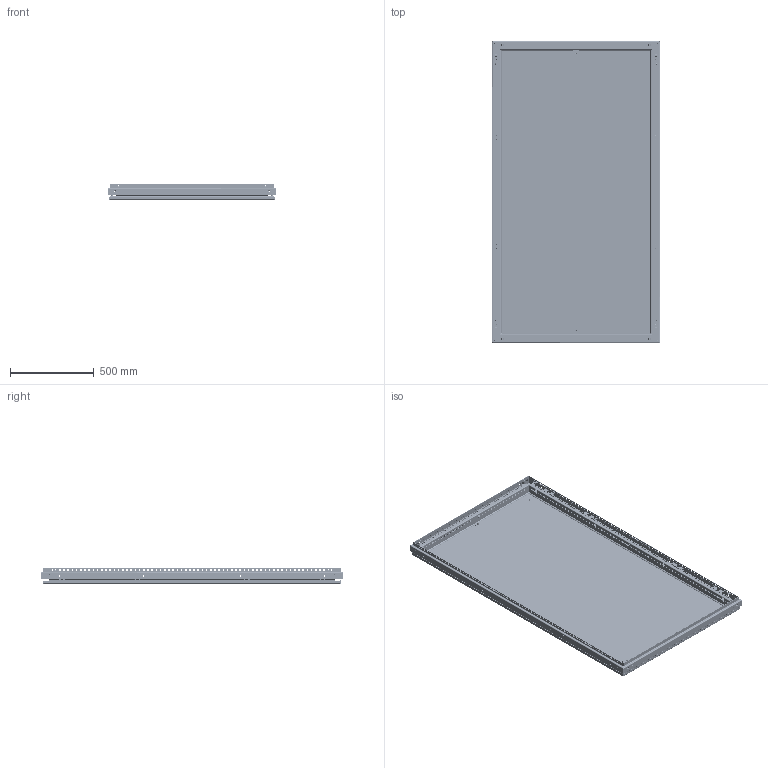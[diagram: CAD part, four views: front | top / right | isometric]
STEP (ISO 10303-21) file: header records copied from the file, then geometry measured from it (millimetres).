
FILE_DESCRIPTION (( 'STEP AP214' ), '1' );
FILE_NAME ('Ñâàðíàÿ ðàìà ñ çàäíåé ïàíåëüþ W1000H1800.STEP', '2024-08-14T06:32:59', ( '' ), ( '' ), 'SwSTEP 2.0', 'SolidWorks 2021', '' );
FILE_SCHEMA (( 'AUTOMOTIVE_DESIGN' ));
Length unit declared in the file: millimetre
Products named in the file (21): Áîáûøêà; Ãàéêà êëåòüåâàÿ DIN 88109-Ì6-(1,7-2,5)-Zn ; Âèíò Ì6õ16 ìåáåëüíûé; Ãîðèçîíòàëüíûé ïðîôèëü W1000; Áîêîâîé ïðîôèëü1 H1800; 600.000; 603.000; Øïèëüêà ïðèâàðíàÿ Ì6õ16; Çàêëåïêà ðåçüáîâàÿ Ì8 øåñòèãðàííàÿ ñ óìåíüøåííûì áîðòîì; Âèíò Ì5õ10 ñ ïîëóêð. ãîëîâêîé; Çàäíÿÿ ïàíåëü W1000H1800; Çàêëåïêà ðåçüáîâàÿ Ì6 øåñòèãðàííàÿ ñ óìåíüøåííûì áîðòîì; Áîêîâîé ïðîôèëü2 H1800; Ãîðèçîíòàëüíûé ïðîôèëü2 W1000; Êðåïëåíèå çàäíåé ïàíåëè; Ñâàðíàÿ ðàìà ñ çàäíåé ïàíåëüþ W1000H1800; Áîêîâîé ïðîôèëü H1800; Ñâàðíàÿ ðàìà W1000H1800; Ãàñêåòèíã çàäíåé ïàíåëè W1000H1800; Çàäíÿÿ ïàíåëü ÑÁ W1000H1800; Ãîðèçîíòàëüíûé ïðîôèëü1 W1000
Assembly tree (102 placements, depth 4):
  Ñâàðíàÿ ðàìà ñ çàäíåé ïàíåëüþ W1000H1800
    Ñâàðíàÿ ðàìà W1000H1800
      Ãîðèçîíòàëüíûé ïðîôèëü W1000  x2
        Ãîðèçîíòàëüíûé ïðîôèëü1 W1000
        Ãîðèçîíòàëüíûé ïðîôèëü2 W1000
        600.000
        Áîáûøêà
      Áîêîâîé ïðîôèëü H1800  x2
        Áîêîâîé ïðîôèëü1 H1800
        Áîêîâîé ïðîôèëü2 H1800
      Çàêëåïêà ðåçüáîâàÿ Ì8 øåñòèãðàííàÿ ñ óìåíüøåííûì áîðòîì  x8
      Çàêëåïêà ðåçüáîâàÿ Ì6 øåñòèãðàííàÿ ñ óìåíüøåííûì áîðòîì  x26
    Çàäíÿÿ ïàíåëü ÑÁ W1000H1800
      Çàäíÿÿ ïàíåëü W1000H1800
      Ãàñêåòèíã çàäíåé ïàíåëè W1000H1800
      Øïèëüêà ïðèâàðíàÿ Ì6õ16  x2
    Êðåïëåíèå çàäíåé ïàíåëè  x8
    603.000  x2
    Çàêëåïêà ðåçüáîâàÿ Ì6 øåñòèãðàííàÿ ñ óìåíüøåííûì áîðòîì  x2
    Âèíò Ì6õ16 ìåáåëüíûé  x26
    Ãàéêà êëåòüåâàÿ DIN 88109-Ì6-(1,7-2,5)-Zn   x8
    Âèíò Ì5õ10 ñ ïîëóêð. ãîëîâêîé  x4
Bounding box: 1001.2 x 1796 x 90.9 mm (x, y, z)
Volume: 5577208.7 mm3; surface area: 6471129.5 mm2
Topology: 104 solids, 104 shells, 9562 faces, 25508 edges, 16210 vertices
Faces by surface type: plane 5147, cylinder 3553, cone 516, bspline 282, torus 56, sphere 8
Entity records: 99059 total; most frequent: CARTESIAN_POINT 26310, ORIENTED_EDGE 14924, DIRECTION 14175, EDGE_CURVE 7462, VECTOR 5539, LINE 5539, VERTEX_POINT 4851, AXIS2_PLACEMENT_3D 4318
